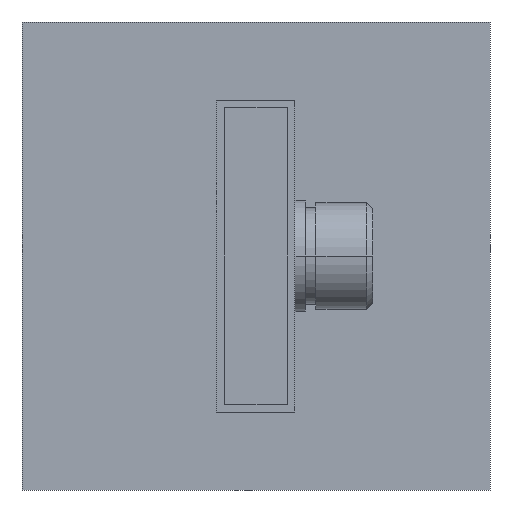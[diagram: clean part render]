
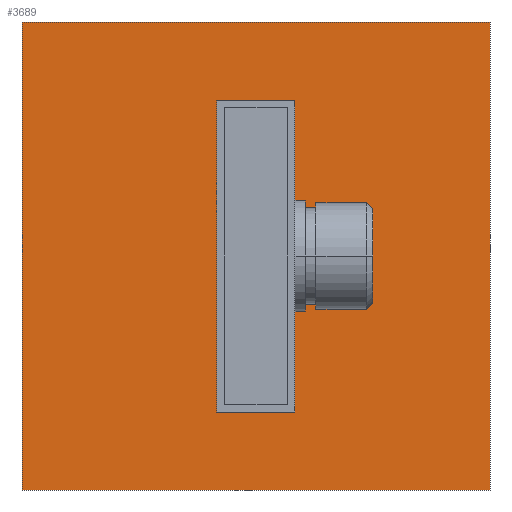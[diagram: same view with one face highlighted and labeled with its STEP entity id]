
A CAD part, left-side view. The second image highlights one B-rep face of the part: STEP entity #3689.
In plain terms, the highlighted face is planar.
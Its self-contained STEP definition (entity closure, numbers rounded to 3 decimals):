
#3440=CARTESIAN_POINT('',(0.,0.,0.));
#3441=DIRECTION('',(0.,0.,-1.));
#3442=DIRECTION('',(1.,0.,0.));
#3443=AXIS2_PLACEMENT_3D('',#3440,#3441,#3442);
#3445=CARTESIAN_POINT('',(0.,0.,0.));
#3446=DIRECTION('',(0.,0.,-1.));
#3447=DIRECTION('',(-1.,0.,0.));
#3448=AXIS2_PLACEMENT_3D('',#3445,#3446,#3447);
#3450=CARTESIAN_POINT('',(-13.,0.,0.));
#3451=DIRECTION('',(0.,0.,-1.));
#3452=DIRECTION('',(1.,0.,0.));
#3453=AXIS2_PLACEMENT_3D('',#3450,#3451,#3452);
#3455=CARTESIAN_POINT('',(-13.,0.,0.));
#3456=DIRECTION('',(0.,0.,-1.));
#3457=DIRECTION('',(-1.,0.,0.));
#3458=AXIS2_PLACEMENT_3D('',#3455,#3456,#3457);
#3460=CARTESIAN_POINT('',(13.,0.,0.));
#3461=DIRECTION('',(0.,0.,-1.));
#3462=DIRECTION('',(1.,0.,0.));
#3463=AXIS2_PLACEMENT_3D('',#3460,#3461,#3462);
#3465=CARTESIAN_POINT('',(13.,0.,0.));
#3466=DIRECTION('',(0.,0.,-1.));
#3467=DIRECTION('',(-1.,0.,0.));
#3468=AXIS2_PLACEMENT_3D('',#3465,#3466,#3467);
#3470=DIRECTION('',(0.,-1.,0.));
#3471=VECTOR('',#3470,90.);
#3472=CARTESIAN_POINT('',(-45.,45.,0.));
#3473=LINE('',#3472,#3471);
#3474=DIRECTION('',(1.,0.,0.));
#3475=VECTOR('',#3474,90.);
#3476=CARTESIAN_POINT('',(-45.,-45.,0.));
#3477=LINE('',#3476,#3475);
#3478=DIRECTION('',(0.,1.,0.));
#3479=VECTOR('',#3478,90.);
#3480=CARTESIAN_POINT('',(45.,-45.,0.));
#3481=LINE('',#3480,#3479);
#3482=DIRECTION('',(-1.,0.,0.));
#3483=VECTOR('',#3482,90.);
#3484=CARTESIAN_POINT('',(45.,45.,0.));
#3485=LINE('',#3484,#3483);
#3608=CARTESIAN_POINT('',(6.25,0.,0.));
#3609=CARTESIAN_POINT('',(-6.25,0.,0.));
#3610=VERTEX_POINT('',#3608);
#3611=VERTEX_POINT('',#3609);
#3612=CARTESIAN_POINT('',(-10.75,0.,0.));
#3613=CARTESIAN_POINT('',(-15.25,0.,0.));
#3614=VERTEX_POINT('',#3612);
#3615=VERTEX_POINT('',#3613);
#3616=CARTESIAN_POINT('',(15.25,0.,0.));
#3617=CARTESIAN_POINT('',(10.75,0.,0.));
#3618=VERTEX_POINT('',#3616);
#3619=VERTEX_POINT('',#3617);
#3620=CARTESIAN_POINT('',(-45.,45.,0.));
#3621=CARTESIAN_POINT('',(-45.,-45.,0.));
#3622=VERTEX_POINT('',#3620);
#3623=VERTEX_POINT('',#3621);
#3624=CARTESIAN_POINT('',(45.,-45.,0.));
#3625=VERTEX_POINT('',#3624);
#3626=CARTESIAN_POINT('',(45.,45.,0.));
#3627=VERTEX_POINT('',#3626);
#3656=CARTESIAN_POINT('',(0.,0.,0.));
#3657=DIRECTION('',(0.,0.,1.));
#3658=DIRECTION('',(1.,0.,0.));
#3659=AXIS2_PLACEMENT_3D('',#3656,#3657,#3658);
#3660=PLANE('',#3659);
#3662=ORIENTED_EDGE('',*,*,#3661,.T.);
#3664=ORIENTED_EDGE('',*,*,#3663,.T.);
#3666=ORIENTED_EDGE('',*,*,#3665,.T.);
#3668=ORIENTED_EDGE('',*,*,#3667,.T.);
#3669=EDGE_LOOP('',(#3662,#3664,#3666,#3668));
#3670=FACE_OUTER_BOUND('',#3669,.F.);
#3672=ORIENTED_EDGE('',*,*,#3671,.T.);
#3674=ORIENTED_EDGE('',*,*,#3673,.T.);
#3675=EDGE_LOOP('',(#3672,#3674));
#3676=FACE_BOUND('',#3675,.F.);
#3678=ORIENTED_EDGE('',*,*,#3677,.T.);
#3680=ORIENTED_EDGE('',*,*,#3679,.T.);
#3681=EDGE_LOOP('',(#3678,#3680));
#3682=FACE_BOUND('',#3681,.F.);
#3684=ORIENTED_EDGE('',*,*,#3683,.T.);
#3686=ORIENTED_EDGE('',*,*,#3685,.T.);
#3687=EDGE_LOOP('',(#3684,#3686));
#3688=FACE_BOUND('',#3687,.F.);
#3444=CIRCLE('',#3443,6.25);
#3449=CIRCLE('',#3448,6.25);
#3454=CIRCLE('',#3453,2.25);
#3459=CIRCLE('',#3458,2.25);
#3464=CIRCLE('',#3463,2.25);
#3469=CIRCLE('',#3468,2.25);
#3661=EDGE_CURVE('',#3622,#3623,#3473,.T.);
#3663=EDGE_CURVE('',#3623,#3625,#3477,.T.);
#3665=EDGE_CURVE('',#3625,#3627,#3481,.T.);
#3667=EDGE_CURVE('',#3627,#3622,#3485,.T.);
#3671=EDGE_CURVE('',#3614,#3615,#3454,.T.);
#3673=EDGE_CURVE('',#3615,#3614,#3459,.T.);
#3677=EDGE_CURVE('',#3618,#3619,#3464,.T.);
#3679=EDGE_CURVE('',#3619,#3618,#3469,.T.);
#3683=EDGE_CURVE('',#3610,#3611,#3444,.T.);
#3685=EDGE_CURVE('',#3611,#3610,#3449,.T.);
#3689=ADVANCED_FACE('',(#3670,#3676,#3682,#3688),#3660,.F.);
